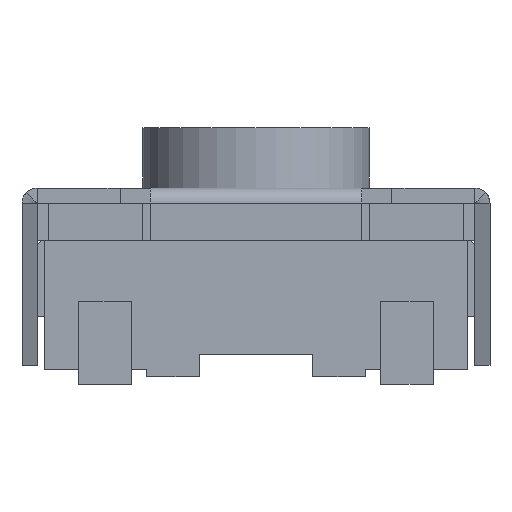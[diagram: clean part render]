
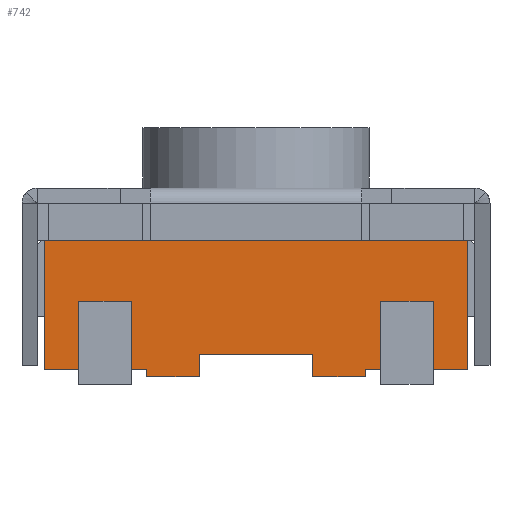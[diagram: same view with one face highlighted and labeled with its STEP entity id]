
A CAD part, left-side view. The second image highlights one B-rep face of the part: STEP entity #742.
In plain terms, the highlighted planar face has unit normal (-1, 0, 0).
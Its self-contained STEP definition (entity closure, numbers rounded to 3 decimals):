
#742 = ADVANCED_FACE( '', ( #1449, #1450, #1451 ), #1452, .F. );
#1449 = FACE_BOUND( '', #2159, .T. );
#1450 = FACE_OUTER_BOUND( '', #2160, .T. );
#1451 = FACE_BOUND( '', #2161, .T. );
#1452 = PLANE( '', #2162 );
#2159 = EDGE_LOOP( '', ( #4086, #4087, #4088, #4089 ) );
#2160 = EDGE_LOOP( '', ( #4090, #4091, #4092, #4093, #4094, #4095, #4096, #4097, #4098, #4099, #4100, #4101 ) );
#2161 = EDGE_LOOP( '', ( #4102, #4103, #4104, #4105 ) );
#2162 = AXIS2_PLACEMENT_3D( '', #4106, #4107, #4108 );
#4086 = ORIENTED_EDGE( '', *, *, #4293, .T. );
#4087 = ORIENTED_EDGE( '', *, *, #4818, .T. );
#4088 = ORIENTED_EDGE( '', *, *, #4444, .F. );
#4089 = ORIENTED_EDGE( '', *, *, #4915, .F. );
#4090 = ORIENTED_EDGE( '', *, *, #4857, .F. );
#4091 = ORIENTED_EDGE( '', *, *, #4916, .T. );
#4092 = ORIENTED_EDGE( '', *, *, #4673, .T. );
#4093 = ORIENTED_EDGE( '', *, *, #4225, .F. );
#4094 = ORIENTED_EDGE( '', *, *, #4291, .T. );
#4095 = ORIENTED_EDGE( '', *, *, #4522, .T. );
#4096 = ORIENTED_EDGE( '', *, *, #4578, .T. );
#4097 = ORIENTED_EDGE( '', *, *, #4799, .F. );
#4098 = ORIENTED_EDGE( '', *, *, #4428, .T. );
#4099 = ORIENTED_EDGE( '', *, *, #4457, .F. );
#4100 = ORIENTED_EDGE( '', *, *, #4257, .F. );
#4101 = ORIENTED_EDGE( '', *, *, #4900, .T. );
#4102 = ORIENTED_EDGE( '', *, *, #4436, .T. );
#4103 = ORIENTED_EDGE( '', *, *, #4558, .T. );
#4104 = ORIENTED_EDGE( '', *, *, #4232, .F. );
#4105 = ORIENTED_EDGE( '', *, *, #4205, .F. );
#4106 = CARTESIAN_POINT( '', ( -3.1, 2.8, 1.8 ) );
#4107 = DIRECTION( '', ( 1., 0., 0. ) );
#4108 = DIRECTION( '', ( 0., 1., 0. ) );
#4205 = EDGE_CURVE( '', #5023, #5019, #5025, .T. );
#4225 = EDGE_CURVE( '', #5059, #5055, #5061, .T. );
#4232 = EDGE_CURVE( '', #5019, #5072, #5073, .T. );
#4257 = EDGE_CURVE( '', #5118, #5120, #5121, .T. );
#4291 = EDGE_CURVE( '', #5059, #5177, #5179, .T. );
#4293 = EDGE_CURVE( '', #5181, #5182, #5183, .T. );
#4428 = EDGE_CURVE( '', #5405, #5402, #5406, .T. );
#4436 = EDGE_CURVE( '', #5023, #5415, #5417, .T. );
#4444 = EDGE_CURVE( '', #5428, #5429, #5430, .T. );
#4457 = EDGE_CURVE( '', #5120, #5402, #5446, .T. );
#4522 = EDGE_CURVE( '', #5177, #5543, #5546, .T. );
#4558 = EDGE_CURVE( '', #5415, #5072, #5592, .T. );
#4578 = EDGE_CURVE( '', #5543, #5617, #5620, .T. );
#4673 = EDGE_CURVE( '', #5758, #5055, #5759, .T. );
#4799 = EDGE_CURVE( '', #5405, #5617, #5921, .T. );
#4818 = EDGE_CURVE( '', #5182, #5429, #5946, .T. );
#4857 = EDGE_CURVE( '', #5986, #5988, #5989, .T. );
#4900 = EDGE_CURVE( '', #5118, #5988, #6034, .T. );
#4915 = EDGE_CURVE( '', #5181, #5428, #6049, .T. );
#4916 = EDGE_CURVE( '', #5986, #5758, #6050, .T. );
#5019 = VERTEX_POINT( '', #6191 );
#5023 = VERTEX_POINT( '', #6197 );
#5025 = LINE( '', #6200, #6201 );
#5055 = VERTEX_POINT( '', #6243 );
#5059 = VERTEX_POINT( '', #6249 );
#5061 = LINE( '', #6252, #6253 );
#5072 = VERTEX_POINT( '', #6268 );
#5073 = LINE( '', #6269, #6270 );
#5118 = VERTEX_POINT( '', #6335 );
#5120 = VERTEX_POINT( '', #6338 );
#5121 = LINE( '', #6339, #6340 );
#5177 = VERTEX_POINT( '', #6423 );
#5179 = LINE( '', #6426, #6427 );
#5181 = VERTEX_POINT( '', #6429 );
#5182 = VERTEX_POINT( '', #6430 );
#5183 = LINE( '', #6431, #6432 );
#5402 = VERTEX_POINT( '', #6742 );
#5405 = VERTEX_POINT( '', #6746 );
#5406 = LINE( '', #6747, #6748 );
#5415 = VERTEX_POINT( '', #6762 );
#5417 = LINE( '', #6765, #6766 );
#5428 = VERTEX_POINT( '', #6781 );
#5429 = VERTEX_POINT( '', #6782 );
#5430 = LINE( '', #6783, #6784 );
#5446 = LINE( '', #6808, #6809 );
#5543 = VERTEX_POINT( '', #6954 );
#5546 = LINE( '', #6958, #6959 );
#5592 = LINE( '', #7025, #7026 );
#5617 = VERTEX_POINT( '', #7062 );
#5620 = LINE( '', #7066, #7067 );
#5758 = VERTEX_POINT( '', #7275 );
#5759 = LINE( '', #7276, #7277 );
#5921 = LINE( '', #7517, #7518 );
#5946 = LINE( '', #7556, #7557 );
#5986 = VERTEX_POINT( '', #7618 );
#5988 = VERTEX_POINT( '', #7621 );
#5989 = LINE( '', #7622, #7623 );
#6034 = LINE( '', #7683, #7684 );
#6049 = LINE( '', #7701, #7702 );
#6050 = LINE( '', #7703, #7704 );
#6191 = CARTESIAN_POINT( '', ( -3.1, 2.35, 1. ) );
#6197 = CARTESIAN_POINT( '', ( -3.1, 1.65, 1. ) );
#6200 = CARTESIAN_POINT( '', ( -3.1, 1.65, 1. ) );
#6201 = VECTOR( '', #7765, 1000. );
#6243 = CARTESIAN_POINT( '', ( -3.1, 0.75, 0. ) );
#6249 = CARTESIAN_POINT( '', ( -3.1, 0.75, 0.3 ) );
#6252 = CARTESIAN_POINT( '', ( -3.1, 0.75, 0.3 ) );
#6253 = VECTOR( '', #7781, 1000. );
#6268 = CARTESIAN_POINT( '', ( -3.1, 2.35, 0.8 ) );
#6269 = CARTESIAN_POINT( '', ( -3.1, 2.35, 1. ) );
#6270 = VECTOR( '', #7786, 1000. );
#6335 = CARTESIAN_POINT( '', ( -3.1, 2.8, 1.8 ) );
#6338 = CARTESIAN_POINT( '', ( -3.1, -2.8, 1.8 ) );
#6339 = CARTESIAN_POINT( '', ( -3.1, 2.8, 1.8 ) );
#6340 = VECTOR( '', #7814, 1000. );
#6423 = CARTESIAN_POINT( '', ( -3.1, -0.75, 0.3 ) );
#6426 = CARTESIAN_POINT( '', ( -3.1, 0.75, 0.3 ) );
#6427 = VECTOR( '', #7843, 1000. );
#6429 = CARTESIAN_POINT( '', ( -3.1, -1.65, 0.8 ) );
#6430 = CARTESIAN_POINT( '', ( -3.1, -1.65, 1. ) );
#6431 = CARTESIAN_POINT( '', ( -3.1, -1.65, 0.8 ) );
#6432 = VECTOR( '', #7844, 1000. );
#6742 = CARTESIAN_POINT( '', ( -3.1, -2.8, 0.1 ) );
#6746 = CARTESIAN_POINT( '', ( -3.1, -1.45, 0.1 ) );
#6747 = CARTESIAN_POINT( '', ( -3.1, -1.45, 0.1 ) );
#6748 = VECTOR( '', #7984, 1000. );
#6762 = CARTESIAN_POINT( '', ( -3.1, 1.65, 0.8 ) );
#6765 = CARTESIAN_POINT( '', ( -3.1, 1.65, 1. ) );
#6766 = VECTOR( '', #7991, 1000. );
#6781 = CARTESIAN_POINT( '', ( -3.1, -2.35, 0.8 ) );
#6782 = CARTESIAN_POINT( '', ( -3.1, -2.35, 1. ) );
#6783 = CARTESIAN_POINT( '', ( -3.1, -2.35, 0.8 ) );
#6784 = VECTOR( '', #7996, 1000. );
#6808 = CARTESIAN_POINT( '', ( -3.1, -2.8, 1.8 ) );
#6809 = VECTOR( '', #8008, 1000. );
#6954 = CARTESIAN_POINT( '', ( -3.1, -0.75, 0. ) );
#6958 = CARTESIAN_POINT( '', ( -3.1, -0.75, 0.3 ) );
#6959 = VECTOR( '', #8068, 1000. );
#7025 = CARTESIAN_POINT( '', ( -3.1, 1.65, 0.8 ) );
#7026 = VECTOR( '', #8098, 1000. );
#7062 = CARTESIAN_POINT( '', ( -3.1, -1.45, 0. ) );
#7066 = CARTESIAN_POINT( '', ( -3.1, 2.8, 0. ) );
#7067 = VECTOR( '', #8117, 1000. );
#7275 = CARTESIAN_POINT( '', ( -3.1, 1.45, 0. ) );
#7276 = CARTESIAN_POINT( '', ( -3.1, 2.8, 0. ) );
#7277 = VECTOR( '', #8197, 1000. );
#7517 = CARTESIAN_POINT( '', ( -3.1, -1.45, 0.1 ) );
#7518 = VECTOR( '', #8303, 1000. );
#7556 = CARTESIAN_POINT( '', ( -3.1, -1.65, 1. ) );
#7557 = VECTOR( '', #8314, 1000. );
#7618 = CARTESIAN_POINT( '', ( -3.1, 1.45, 0.1 ) );
#7621 = CARTESIAN_POINT( '', ( -3.1, 2.8, 0.1 ) );
#7622 = CARTESIAN_POINT( '', ( -3.1, 1.45, 0.1 ) );
#7623 = VECTOR( '', #8334, 1000. );
#7683 = CARTESIAN_POINT( '', ( -3.1, 2.8, 1.8 ) );
#7684 = VECTOR( '', #8351, 1000. );
#7701 = CARTESIAN_POINT( '', ( -3.1, -1.65, 0.8 ) );
#7702 = VECTOR( '', #8354, 1000. );
#7703 = CARTESIAN_POINT( '', ( -3.1, 1.45, 0.1 ) );
#7704 = VECTOR( '', #8355, 1000. );
#7765 = DIRECTION( '', ( 0., 1., 0. ) );
#7781 = DIRECTION( '', ( 0., 0., -1. ) );
#7786 = DIRECTION( '', ( 0., 0., -1. ) );
#7814 = DIRECTION( '', ( 0., -1., 0. ) );
#7843 = DIRECTION( '', ( 0., -1., 0. ) );
#7844 = DIRECTION( '', ( 0., 0., 1. ) );
#7984 = DIRECTION( '', ( 0., -1., 0. ) );
#7991 = DIRECTION( '', ( 0., 0., -1. ) );
#7996 = DIRECTION( '', ( 0., 0., 1. ) );
#8008 = DIRECTION( '', ( 0., 0., -1. ) );
#8068 = DIRECTION( '', ( 0., 0., -1. ) );
#8098 = DIRECTION( '', ( 0., 1., 0. ) );
#8117 = DIRECTION( '', ( 0., -1., 0. ) );
#8197 = DIRECTION( '', ( 0., -1., 0. ) );
#8303 = DIRECTION( '', ( 0., 0., -1. ) );
#8314 = DIRECTION( '', ( 0., -1., 0. ) );
#8334 = DIRECTION( '', ( 0., 1., 0. ) );
#8351 = DIRECTION( '', ( 0., 0., -1. ) );
#8354 = DIRECTION( '', ( 0., -1., 0. ) );
#8355 = DIRECTION( '', ( 0., 0., -1. ) );
